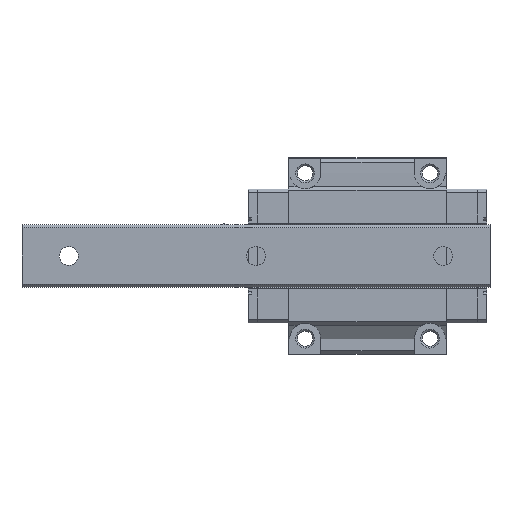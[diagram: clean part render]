
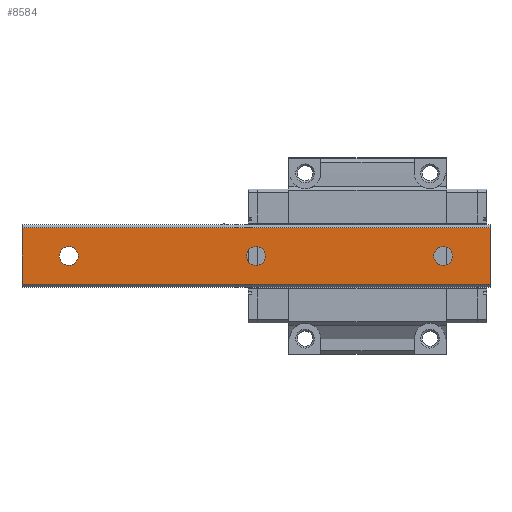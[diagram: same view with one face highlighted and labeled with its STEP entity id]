
A CAD part, front view. The second image highlights one B-rep face of the part: STEP entity #8584.
In plain terms, the highlighted planar face has unit normal (0, -1, 0).
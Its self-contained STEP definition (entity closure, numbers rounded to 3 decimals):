
#156=CIRCLE('',#9154,3.);
#157=CIRCLE('',#9155,3.);
#158=CIRCLE('',#9156,3.);
#442=ORIENTED_EDGE('',*,*,#2924,.F.);
#443=ORIENTED_EDGE('',*,*,#2925,.F.);
#444=ORIENTED_EDGE('',*,*,#2926,.F.);
#445=ORIENTED_EDGE('',*,*,#2927,.T.);
#446=ORIENTED_EDGE('',*,*,#2928,.F.);
#447=ORIENTED_EDGE('',*,*,#2929,.F.);
#448=ORIENTED_EDGE('',*,*,#2922,.T.);
#2922=EDGE_CURVE('',#4160,#4159,#5012,.T.);
#2924=EDGE_CURVE('',#4161,#4161,#156,.T.);
#2925=EDGE_CURVE('',#4162,#4162,#157,.T.);
#2926=EDGE_CURVE('',#4163,#4163,#158,.T.);
#2927=EDGE_CURVE('',#4159,#4164,#5014,.T.);
#2928=EDGE_CURVE('',#4165,#4164,#5015,.T.);
#2929=EDGE_CURVE('',#4160,#4165,#5016,.T.);
#4159=VERTEX_POINT('',#12293);
#4160=VERTEX_POINT('',#12295);
#4161=VERTEX_POINT('',#12299);
#4162=VERTEX_POINT('',#12301);
#4163=VERTEX_POINT('',#12303);
#4164=VERTEX_POINT('',#12305);
#4165=VERTEX_POINT('',#12307);
#5012=LINE('',#12294,#6034);
#5014=LINE('',#12304,#6036);
#5015=LINE('',#12306,#6037);
#5016=LINE('',#12308,#6038);
#6034=VECTOR('',#9881,1000.);
#6036=VECTOR('',#9891,1000.);
#6037=VECTOR('',#9892,1000.);
#6038=VECTOR('',#9893,1000.);
#7041=EDGE_LOOP('',(#442));
#7042=EDGE_LOOP('',(#443));
#7043=EDGE_LOOP('',(#444));
#7044=EDGE_LOOP('',(#445,#446,#447,#448));
#7621=FACE_BOUND('',#7041,.T.);
#7622=FACE_BOUND('',#7042,.T.);
#7623=FACE_BOUND('',#7043,.T.);
#7624=FACE_BOUND('',#7044,.T.);
#8200=PLANE('',#9153);
#8584=ADVANCED_FACE('',(#7621,#7622,#7623,#7624),#8200,.F.);
#9153=AXIS2_PLACEMENT_3D('',#12297,#9883,#9884);
#9154=AXIS2_PLACEMENT_3D('',#12298,#9885,#9886);
#9155=AXIS2_PLACEMENT_3D('',#12300,#9887,#9888);
#9156=AXIS2_PLACEMENT_3D('',#12302,#9889,#9890);
#9881=DIRECTION('',(-1.,0.,0.));
#9883=DIRECTION('',(0.,1.,0.));
#9884=DIRECTION('',(0.,0.,1.));
#9885=DIRECTION('',(0.,-1.,0.));
#9886=DIRECTION('',(0.,0.,-1.));
#9887=DIRECTION('',(0.,-1.,0.));
#9888=DIRECTION('',(0.,0.,-1.));
#9889=DIRECTION('',(0.,-1.,0.));
#9890=DIRECTION('',(0.,0.,-1.));
#9891=DIRECTION('',(0.,0.,-1.));
#9892=DIRECTION('',(-1.,0.,0.));
#9893=DIRECTION('',(0.,0.,-1.));
#12293=CARTESIAN_POINT('',(-75.,0.,9.));
#12294=CARTESIAN_POINT('',(75.,0.,9.));
#12295=CARTESIAN_POINT('',(75.,0.,9.));
#12297=CARTESIAN_POINT('',(75.,0.,9.));
#12298=CARTESIAN_POINT('',(0.,0.,0.));
#12299=CARTESIAN_POINT('',(0.,0.,-3.));
#12300=CARTESIAN_POINT('',(60.,0.,0.));
#12301=CARTESIAN_POINT('',(60.,0.,-3.));
#12302=CARTESIAN_POINT('',(-60.,0.,0.));
#12303=CARTESIAN_POINT('',(-60.,0.,-3.));
#12304=CARTESIAN_POINT('',(-75.,0.,9.));
#12305=CARTESIAN_POINT('',(-75.,0.,-9.));
#12306=CARTESIAN_POINT('',(75.,0.,-9.));
#12307=CARTESIAN_POINT('',(75.,0.,-9.));
#12308=CARTESIAN_POINT('',(75.,0.,9.));
